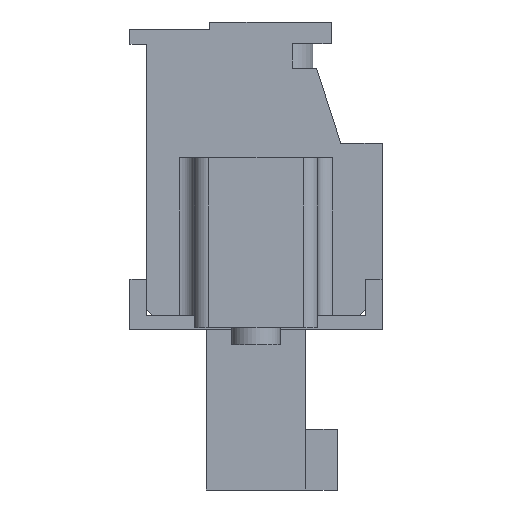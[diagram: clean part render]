
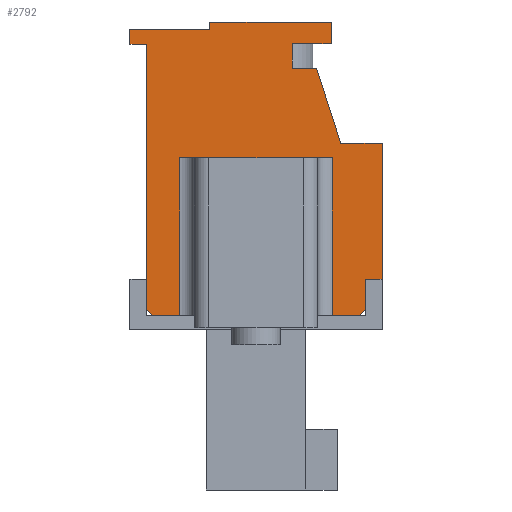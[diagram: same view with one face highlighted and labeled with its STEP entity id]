
A CAD part, left-side view. The second image highlights one B-rep face of the part: STEP entity #2792.
In plain terms, the highlighted planar face has unit normal (-1, 0, 0).
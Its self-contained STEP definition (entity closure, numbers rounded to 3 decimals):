
#2792 = ADVANCED_FACE( '', ( #6225 ), #6226, .T. );
#6225 = FACE_OUTER_BOUND( '', #10525, .T. );
#6226 = PLANE( '', #10526 );
#10525 = EDGE_LOOP( '', ( #17715, #17716, #17717, #17718, #17719, #17720, #17721, #17722, #17723, #17724, #17725, #17726, #17727, #17728, #17729, #17730, #17731, #17732, #17733, #17734, #17735, #17736 ) );
#10526 = AXIS2_PLACEMENT_3D( '', #17737, #17738, #17739 );
#17715 = ORIENTED_EDGE( '', *, *, #28668, .T. );
#17716 = ORIENTED_EDGE( '', *, *, #28669, .T. );
#17717 = ORIENTED_EDGE( '', *, *, #28670, .T. );
#17718 = ORIENTED_EDGE( '', *, *, #28671, .T. );
#17719 = ORIENTED_EDGE( '', *, *, #28672, .F. );
#17720 = ORIENTED_EDGE( '', *, *, #26334, .T. );
#17721 = ORIENTED_EDGE( '', *, *, #28673, .T. );
#17722 = ORIENTED_EDGE( '', *, *, #27652, .T. );
#17723 = ORIENTED_EDGE( '', *, *, #26117, .T. );
#17724 = ORIENTED_EDGE( '', *, *, #28674, .T. );
#17725 = ORIENTED_EDGE( '', *, *, #28675, .T. );
#17726 = ORIENTED_EDGE( '', *, *, #26728, .T. );
#17727 = ORIENTED_EDGE( '', *, *, #28676, .T. );
#17728 = ORIENTED_EDGE( '', *, *, #27022, .T. );
#17729 = ORIENTED_EDGE( '', *, *, #28677, .T. );
#17730 = ORIENTED_EDGE( '', *, *, #28678, .T. );
#17731 = ORIENTED_EDGE( '', *, *, #27431, .T. );
#17732 = ORIENTED_EDGE( '', *, *, #28679, .T. );
#17733 = ORIENTED_EDGE( '', *, *, #26338, .T. );
#17734 = ORIENTED_EDGE( '', *, *, #28680, .T. );
#17735 = ORIENTED_EDGE( '', *, *, #26109, .T. );
#17736 = ORIENTED_EDGE( '', *, *, #28681, .T. );
#17737 = CARTESIAN_POINT( '', ( -21., 0., 0. ) );
#17738 = DIRECTION( '', ( -1., 0., 0. ) );
#17739 = DIRECTION( '', ( 0., 0., 1. ) );
#26109 = EDGE_CURVE( '', #31156, #31157, #31158, .T. );
#26117 = EDGE_CURVE( '', #31170, #31171, #31172, .T. );
#26334 = EDGE_CURVE( '', #31580, #31577, #31581, .F. );
#26338 = EDGE_CURVE( '', #31586, #31587, #31588, .T. );
#26728 = EDGE_CURVE( '', #32281, #32282, #32283, .T. );
#27022 = EDGE_CURVE( '', #32785, #32783, #32786, .T. );
#27431 = EDGE_CURVE( '', #33486, #33487, #33488, .T. );
#27652 = EDGE_CURVE( '', #33846, #31170, #33847, .F. );
#28668 = EDGE_CURVE( '', #35457, #35458, #35459, .T. );
#28669 = EDGE_CURVE( '', #35458, #35460, #35461, .F. );
#28670 = EDGE_CURVE( '', #35460, #35462, #35463, .T. );
#28671 = EDGE_CURVE( '', #35462, #35464, #35465, .F. );
#28672 = EDGE_CURVE( '', #31580, #35464, #35466, .T. );
#28673 = EDGE_CURVE( '', #31577, #33846, #35467, .T. );
#28674 = EDGE_CURVE( '', #31171, #35468, #35469, .T. );
#28675 = EDGE_CURVE( '', #35468, #32281, #35470, .T. );
#28676 = EDGE_CURVE( '', #32282, #32785, #35471, .T. );
#28677 = EDGE_CURVE( '', #32783, #35472, #35473, .T. );
#28678 = EDGE_CURVE( '', #35472, #33486, #35474, .T. );
#28679 = EDGE_CURVE( '', #33487, #31586, #35475, .T. );
#28680 = EDGE_CURVE( '', #31587, #31156, #35476, .T. );
#28681 = EDGE_CURVE( '', #31157, #35457, #35477, .T. );
#31156 = VERTEX_POINT( '', #38600 );
#31157 = VERTEX_POINT( '', #38601 );
#31158 = LINE( '', #38602, #38603 );
#31170 = VERTEX_POINT( '', #38618 );
#31171 = VERTEX_POINT( '', #38619 );
#31172 = LINE( '', #38620, #38621 );
#31577 = VERTEX_POINT( '', #39228 );
#31580 = VERTEX_POINT( '', #39231 );
#31581 = LINE( '', #39232, #39233 );
#31586 = VERTEX_POINT( '', #39239 );
#31587 = VERTEX_POINT( '', #39240 );
#31588 = LINE( '', #39241, #39242 );
#32281 = VERTEX_POINT( '', #40224 );
#32282 = VERTEX_POINT( '', #40225 );
#32283 = LINE( '', #40226, #40227 );
#32783 = VERTEX_POINT( '', #40949 );
#32785 = VERTEX_POINT( '', #40952 );
#32786 = LINE( '', #40953, #40954 );
#33486 = VERTEX_POINT( '', #41959 );
#33487 = VERTEX_POINT( '', #41960 );
#33488 = LINE( '', #41961, #41962 );
#33846 = VERTEX_POINT( '', #42489 );
#33847 = LINE( '', #42490, #42491 );
#35457 = VERTEX_POINT( '', #44856 );
#35458 = VERTEX_POINT( '', #44857 );
#35459 = LINE( '', #44858, #44859 );
#35460 = VERTEX_POINT( '', #44860 );
#35461 = LINE( '', #44861, #44862 );
#35462 = VERTEX_POINT( '', #44863 );
#35463 = LINE( '', #44864, #44865 );
#35464 = VERTEX_POINT( '', #44866 );
#35465 = LINE( '', #44867, #44868 );
#35466 = LINE( '', #44869, #44870 );
#35467 = LINE( '', #44871, #44872 );
#35468 = VERTEX_POINT( '', #44873 );
#35469 = LINE( '', #44874, #44875 );
#35470 = LINE( '', #44876, #44877 );
#35471 = LINE( '', #44878, #44879 );
#35472 = VERTEX_POINT( '', #44880 );
#35473 = LINE( '', #44881, #44882 );
#35474 = LINE( '', #44883, #44884 );
#35475 = LINE( '', #44885, #44886 );
#35476 = LINE( '', #44887, #44888 );
#35477 = LINE( '', #44889, #44890 );
#38600 = CARTESIAN_POINT( '', ( -21., 5.2, 6.46 ) );
#38601 = CARTESIAN_POINT( '', ( -21., 5.2, 5.84 ) );
#38602 = CARTESIAN_POINT( '', ( -21., 5.2, 6.46 ) );
#38603 = VECTOR( '', #49636, 1000. );
#38618 = CARTESIAN_POINT( '', ( -21., -4.5, -5.09 ) );
#38619 = CARTESIAN_POINT( '', ( -21., -4.5, -3.84 ) );
#38620 = CARTESIAN_POINT( '', ( -21., -4.5, -5.84 ) );
#38621 = VECTOR( '', #49646, 1000. );
#39228 = CARTESIAN_POINT( '', ( -21., -3.15, -5.34 ) );
#39231 = CARTESIAN_POINT( '', ( -21., -3.15, 1.16 ) );
#39232 = CARTESIAN_POINT( '', ( -21., -3.15, 0. ) );
#39233 = VECTOR( '', #49854, 1000. );
#39239 = CARTESIAN_POINT( '', ( -21., 1.9, 6.76 ) );
#39240 = CARTESIAN_POINT( '', ( -21., 1.9, 6.46 ) );
#39241 = CARTESIAN_POINT( '', ( -21., 1.9, 6.76 ) );
#39242 = VECTOR( '', #49859, 1000. );
#40224 = CARTESIAN_POINT( '', ( -21., -5.2, 1.76 ) );
#40225 = CARTESIAN_POINT( '', ( -21., -3.5, 1.76 ) );
#40226 = CARTESIAN_POINT( '', ( -21., -5.2, 1.76 ) );
#40227 = VECTOR( '', #50253, 1000. );
#40949 = CARTESIAN_POINT( '', ( -21., -1.5, 4.86 ) );
#40952 = CARTESIAN_POINT( '', ( -21., -2.5, 4.86 ) );
#40953 = CARTESIAN_POINT( '', ( -21., -1.5, 4.86 ) );
#40954 = VECTOR( '', #50517, 1000. );
#41959 = CARTESIAN_POINT( '', ( -21., -3.1, 5.86 ) );
#41960 = CARTESIAN_POINT( '', ( -21., -3.1, 6.76 ) );
#41961 = CARTESIAN_POINT( '', ( -21., -3.1, 5.86 ) );
#41962 = VECTOR( '', #50934, 1000. );
#42489 = CARTESIAN_POINT( '', ( -21., -4.25, -5.34 ) );
#42490 = CARTESIAN_POINT( '', ( -21., -4.795, -4.795 ) );
#42491 = VECTOR( '', #51122, 1000. );
#44856 = CARTESIAN_POINT( '', ( -21., 4.5, 5.84 ) );
#44857 = CARTESIAN_POINT( '', ( -21., 4.5, -5.09 ) );
#44858 = CARTESIAN_POINT( '', ( -21., 4.5, 5.84 ) );
#44859 = VECTOR( '', #52046, 1000. );
#44860 = CARTESIAN_POINT( '', ( -21., 4.25, -5.34 ) );
#44861 = CARTESIAN_POINT( '', ( -21., 4.795, -4.795 ) );
#44862 = VECTOR( '', #52047, 1000. );
#44863 = CARTESIAN_POINT( '', ( -21., 3.15, -5.34 ) );
#44864 = CARTESIAN_POINT( '', ( -21., 0., -5.34 ) );
#44865 = VECTOR( '', #52048, 1000. );
#44866 = CARTESIAN_POINT( '', ( -21., 3.15, 1.16 ) );
#44867 = CARTESIAN_POINT( '', ( -21., 3.15, 0. ) );
#44868 = VECTOR( '', #52049, 1000. );
#44869 = CARTESIAN_POINT( '', ( -21., -2.55, 1.16 ) );
#44870 = VECTOR( '', #52050, 1000. );
#44871 = CARTESIAN_POINT( '', ( -21., 0., -5.34 ) );
#44872 = VECTOR( '', #52051, 1000. );
#44873 = CARTESIAN_POINT( '', ( -21., -5.2, -3.84 ) );
#44874 = CARTESIAN_POINT( '', ( -21., -4.5, -3.84 ) );
#44875 = VECTOR( '', #52052, 1000. );
#44876 = CARTESIAN_POINT( '', ( -21., -5.2, -3.84 ) );
#44877 = VECTOR( '', #52053, 1000. );
#44878 = CARTESIAN_POINT( '', ( -21., -3.5, 1.76 ) );
#44879 = VECTOR( '', #52054, 1000. );
#44880 = CARTESIAN_POINT( '', ( -21., -1.5, 5.86 ) );
#44881 = CARTESIAN_POINT( '', ( -21., -1.5, 4.86 ) );
#44882 = VECTOR( '', #52055, 1000. );
#44883 = CARTESIAN_POINT( '', ( -21., -1.5, 5.86 ) );
#44884 = VECTOR( '', #52056, 1000. );
#44885 = CARTESIAN_POINT( '', ( -21., -3.1, 6.76 ) );
#44886 = VECTOR( '', #52057, 1000. );
#44887 = CARTESIAN_POINT( '', ( -21., 1.9, 6.46 ) );
#44888 = VECTOR( '', #52058, 1000. );
#44889 = CARTESIAN_POINT( '', ( -21., 5.2, 5.84 ) );
#44890 = VECTOR( '', #52059, 1000. );
#49636 = DIRECTION( '', ( 0., 0., -1. ) );
#49646 = DIRECTION( '', ( 0., 0., 1. ) );
#49854 = DIRECTION( '', ( 0., 0., 1. ) );
#49859 = DIRECTION( '', ( 0., 0., -1. ) );
#50253 = DIRECTION( '', ( 0., 1., 0. ) );
#50517 = DIRECTION( '', ( 0., 1., 0. ) );
#50934 = DIRECTION( '', ( 0., 0., 1. ) );
#51122 = DIRECTION( '', ( 0., 0.707, -0.707 ) );
#52046 = DIRECTION( '', ( 0., 0., -1. ) );
#52047 = DIRECTION( '', ( 0., 0.707, 0.707 ) );
#52048 = DIRECTION( '', ( 0., -1., 0. ) );
#52049 = DIRECTION( '', ( 0., 0., -1. ) );
#52050 = DIRECTION( '', ( 0., 1., 0. ) );
#52051 = DIRECTION( '', ( 0., -1., 0. ) );
#52052 = DIRECTION( '', ( 0., -1., 0. ) );
#52053 = DIRECTION( '', ( 0., 0., 1. ) );
#52054 = DIRECTION( '', ( 0., 0.307, 0.952 ) );
#52055 = DIRECTION( '', ( 0., 0., 1. ) );
#52056 = DIRECTION( '', ( 0., -1., 0. ) );
#52057 = DIRECTION( '', ( 0., 1., 0. ) );
#52058 = DIRECTION( '', ( 0., 1., 0. ) );
#52059 = DIRECTION( '', ( 0., -1., 0. ) );
